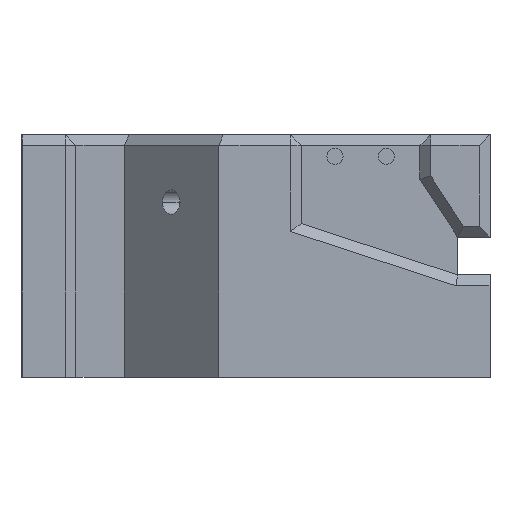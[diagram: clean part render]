
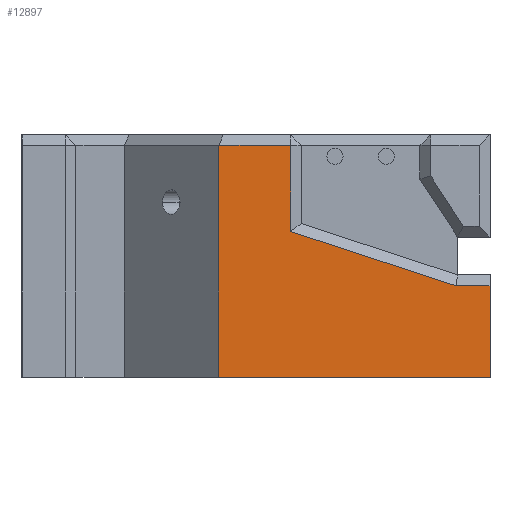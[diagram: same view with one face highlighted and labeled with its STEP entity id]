
A CAD part, left-side view. The second image highlights one B-rep face of the part: STEP entity #12897.
In plain terms, the highlighted planar face has unit normal (-1, 0, 0).
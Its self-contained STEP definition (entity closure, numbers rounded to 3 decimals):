
#82 = EDGE_CURVE ( 'NONE', #16384, #10914, #10565, .T. ) ;
#89 = LINE ( 'NONE', #9137, #801 ) ;
#378 = CARTESIAN_POINT ( 'NONE',  ( -30., 29.171, 32.725 ) ) ;
#801 = VECTOR ( 'NONE', #12043, 1000. ) ;
#1652 = EDGE_CURVE ( 'NONE', #15145, #16384, #9000, .T. ) ;
#1697 = DIRECTION ( 'NONE',  ( 0., 0.95, 0.311 ) ) ;
#2015 = ORIENTED_EDGE ( 'NONE', *, *, #5924, .T. ) ;
#2877 = VERTEX_POINT ( 'NONE', #16451 ) ;
#3152 = CARTESIAN_POINT ( 'NONE',  ( -30., 11.85, 43. ) ) ;
#3620 = DIRECTION ( 'NONE',  ( 0., 1., 0. ) ) ;
#3634 = VECTOR ( 'NONE', #11783, 1000. ) ;
#3715 = CARTESIAN_POINT ( 'NONE',  ( -30., 25.15, 45. ) ) ;
#4557 = CARTESIAN_POINT ( 'NONE',  ( -30., 25.15, 43. ) ) ;
#4570 = CARTESIAN_POINT ( 'NONE',  ( -30., 11.85, 27.051 ) ) ;
#5023 = VECTOR ( 'NONE', #16621, 1000. ) ;
#5679 = DIRECTION ( 'NONE',  ( 0., 0., -1. ) ) ;
#5808 = EDGE_CURVE ( 'NONE', #15767, #16797, #11382, .T. ) ;
#5924 = EDGE_CURVE ( 'NONE', #10914, #17634, #13587, .T. ) ;
#6631 = VECTOR ( 'NONE', #5679, 1000. ) ;
#6728 = EDGE_CURVE ( 'NONE', #17634, #16797, #11195, .T. ) ;
#7049 = VECTOR ( 'NONE', #1697, 1000. ) ;
#8137 = CARTESIAN_POINT ( 'NONE',  ( -30., -25.15, 0. ) ) ;
#9000 = LINE ( 'NONE', #18213, #5023 ) ;
#9137 = CARTESIAN_POINT ( 'NONE',  ( -30., 25.15, 17. ) ) ;
#9692 = DIRECTION ( 'NONE',  ( 0., -1., 0. ) ) ;
#9862 = EDGE_CURVE ( 'NONE', #2877, #15145, #14144, .T. ) ;
#9888 = CARTESIAN_POINT ( 'NONE',  ( -30., 25.15, 0. ) ) ;
#10382 = ORIENTED_EDGE ( 'NONE', *, *, #9862, .T. ) ;
#10555 = EDGE_LOOP ( 'NONE', ( #18321, #11269, #10382, #13020, #17257, #2015, #15144 ) ) ;
#10565 = LINE ( 'NONE', #4557, #3634 ) ;
#10914 = VERTEX_POINT ( 'NONE', #15568 ) ;
#10939 = DIRECTION ( 'NONE',  ( 1., 0., 0. ) ) ;
#11046 = PLANE ( 'NONE',  #15773 ) ;
#11195 = LINE ( 'NONE', #9888, #18106 ) ;
#11269 = ORIENTED_EDGE ( 'NONE', *, *, #16632, .T. ) ;
#11382 = LINE ( 'NONE', #19396, #6631 ) ;
#11783 = DIRECTION ( 'NONE',  ( 0., 1., 0. ) ) ;
#12043 = DIRECTION ( 'NONE',  ( 0., 1., 0. ) ) ;
#12081 = DIRECTION ( 'NONE',  ( 0., 0., -1. ) ) ;
#12393 = VECTOR ( 'NONE', #12081, 1000. ) ;
#12897 = ADVANCED_FACE ( 'NONE', ( #17353 ), #11046, .F. ) ;
#13020 = ORIENTED_EDGE ( 'NONE', *, *, #1652, .T. ) ;
#13187 = CARTESIAN_POINT ( 'NONE',  ( -30., 25.15, 0. ) ) ;
#13227 = CARTESIAN_POINT ( 'NONE',  ( -30., -25.15, 17. ) ) ;
#13587 = LINE ( 'NONE', #16686, #12393 ) ;
#14144 = LINE ( 'NONE', #378, #7049 ) ;
#15145 = VERTEX_POINT ( 'NONE', #4570 ) ;
#15144 = ORIENTED_EDGE ( 'NONE', *, *, #6728, .T. ) ;
#15568 = CARTESIAN_POINT ( 'NONE',  ( -30., 25.15, 43. ) ) ;
#15767 = VERTEX_POINT ( 'NONE', #13227 ) ;
#15773 = AXIS2_PLACEMENT_3D ( 'NONE', #3715, #10939, #3620 ) ;
#16384 = VERTEX_POINT ( 'NONE', #3152 ) ;
#16451 = CARTESIAN_POINT ( 'NONE',  ( -30., -18.831, 17. ) ) ;
#16621 = DIRECTION ( 'NONE',  ( 0., 0., 1. ) ) ;
#16632 = EDGE_CURVE ( 'NONE', #15767, #2877, #89, .T. ) ;
#16686 = CARTESIAN_POINT ( 'NONE',  ( -30., 25.15, 45. ) ) ;
#16797 = VERTEX_POINT ( 'NONE', #8137 ) ;
#17257 = ORIENTED_EDGE ( 'NONE', *, *, #82, .T. ) ;
#17353 = FACE_OUTER_BOUND ( 'NONE', #10555, .T. ) ;
#17634 = VERTEX_POINT ( 'NONE', #13187 ) ;
#18106 = VECTOR ( 'NONE', #9692, 1000. ) ;
#18213 = CARTESIAN_POINT ( 'NONE',  ( -30., 11.85, 45. ) ) ;
#18321 = ORIENTED_EDGE ( 'NONE', *, *, #5808, .F. ) ;
#19396 = CARTESIAN_POINT ( 'NONE',  ( -30., -25.15, 45. ) ) ;
